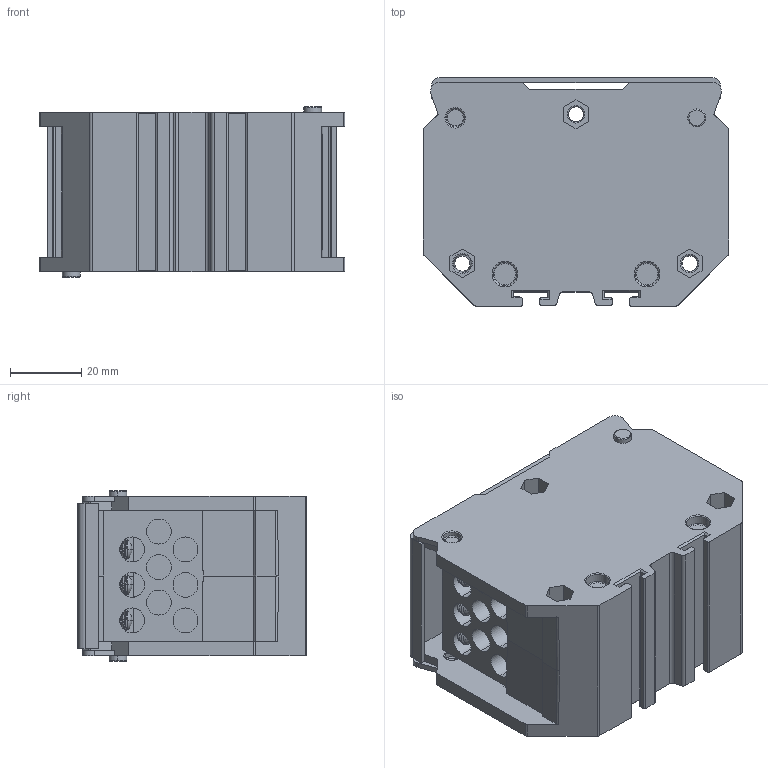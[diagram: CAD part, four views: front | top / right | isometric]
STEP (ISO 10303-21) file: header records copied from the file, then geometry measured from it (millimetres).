
FILE_DESCRIPTION((''),'2;1');
FILE_NAME('01','2022-05-04T13:39:18',('Administrator'),(''),'CREO PARAMETRIC BY PTC INC, 2016510','CREO PARAMETRIC BY PTC INC, 2016510','');
FILE_SCHEMA(('CONFIG_CONTROL_DESIGN','SHAPE_APPEARANCE_LAYERS_GROUPS'));
Length unit declared in the file: millimetre
Products named in the file (1): 01
Bounding box: 86 x 64.3 x 48 mm (x, y, z)
Volume: 109218.1 mm3; surface area: 58745.1 mm2
Topology: 2 solids, 2 shells, 802 faces, 2242 edges, 1428 vertices
Faces by surface type: plane 374, cylinder 242, torus 76, bspline 68, cone 36, sphere 6
Entity records: 39527 total; most frequent: CARTESIAN_POINT 18635, ORIENTED_EDGE 4456, DIRECTION 3874, EDGE_CURVE 2228, VERTEX_POINT 1428, AXIS2_PLACEMENT_3D 1334, VECTOR 1206, LINE 1206
